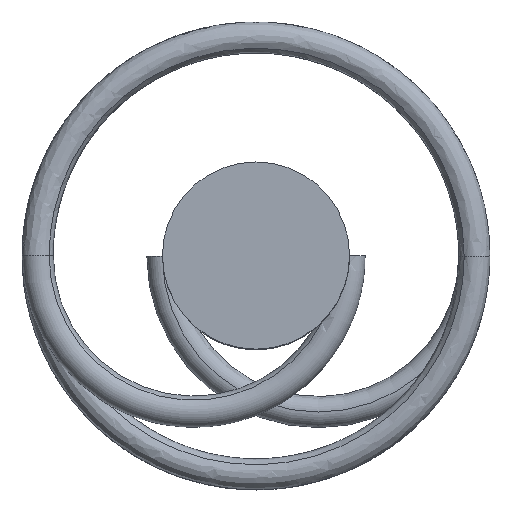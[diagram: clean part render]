
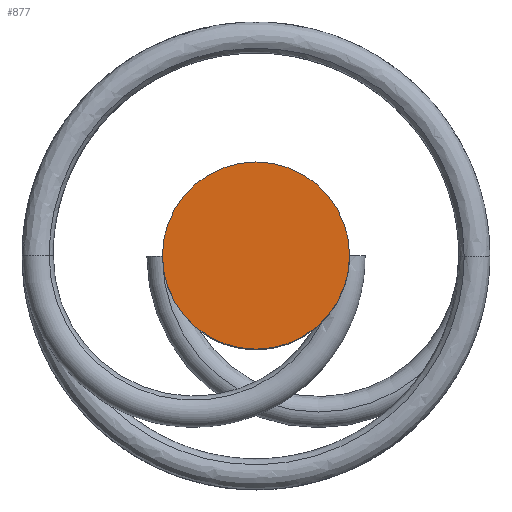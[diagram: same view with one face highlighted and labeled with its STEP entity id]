
A CAD part, top view. The second image highlights one B-rep face of the part: STEP entity #877.
In plain terms, the highlighted planar face has unit normal (0, 0, 1).
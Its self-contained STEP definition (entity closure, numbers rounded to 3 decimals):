
#146 = AXIS2_PLACEMENT_3D ( 'NONE', #1519, #186, #846 ) ;
#186 = DIRECTION ( 'NONE',  ( 0., 0., 1. ) ) ;
#206 = FACE_OUTER_BOUND ( 'NONE', #542, .T. ) ;
#247 = DIRECTION ( 'NONE',  ( 0., 0., 1. ) ) ;
#542 = EDGE_LOOP ( 'NONE', ( #1801, #2116 ) ) ;
#732 = CIRCLE ( 'NONE', #146, 3. ) ;
#734 = DIRECTION ( 'NONE',  ( 1., 0., 0. ) ) ;
#786 = CIRCLE ( 'NONE', #1615, 3. ) ;
#846 = DIRECTION ( 'NONE',  ( 1., 0., 0. ) ) ;
#877 = ADVANCED_FACE ( 'NONE', ( #206 ), #1199, .T. ) ;
#1144 = CARTESIAN_POINT ( 'NONE',  ( 0., 0., 11. ) ) ;
#1199 = PLANE ( 'NONE',  #2043 ) ;
#1243 = VERTEX_POINT ( 'NONE', #1802 ) ;
#1496 = EDGE_CURVE ( 'NONE', #1243, #1879, #786, .T. ) ;
#1497 = DIRECTION ( 'NONE',  ( 1., 0., 0. ) ) ;
#1519 = CARTESIAN_POINT ( 'NONE',  ( 0., 0., 11. ) ) ;
#1615 = AXIS2_PLACEMENT_3D ( 'NONE', #1144, #2024, #1497 ) ;
#1676 = EDGE_CURVE ( 'NONE', #1879, #1243, #732, .T. ) ;
#1755 = CARTESIAN_POINT ( 'NONE',  ( 0., 0., 11. ) ) ;
#1801 = ORIENTED_EDGE ( 'NONE', *, *, #1496, .T. ) ;
#1802 = CARTESIAN_POINT ( 'NONE',  ( 3., 0., 11. ) ) ;
#1879 = VERTEX_POINT ( 'NONE', #1973 ) ;
#1973 = CARTESIAN_POINT ( 'NONE',  ( -3., 0., 11. ) ) ;
#2024 = DIRECTION ( 'NONE',  ( 0., 0., 1. ) ) ;
#2043 = AXIS2_PLACEMENT_3D ( 'NONE', #1755, #247, #734 ) ;
#2116 = ORIENTED_EDGE ( 'NONE', *, *, #1676, .T. ) ;
